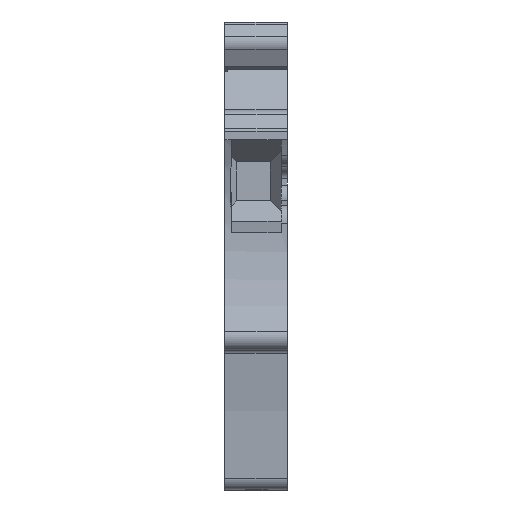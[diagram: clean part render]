
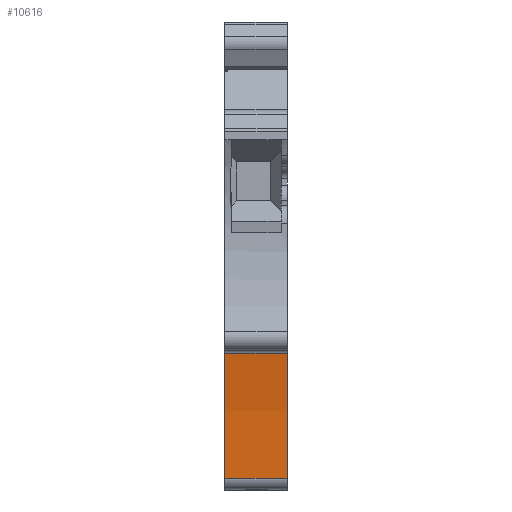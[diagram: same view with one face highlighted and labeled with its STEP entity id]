
A CAD part, left-side view. The second image highlights one B-rep face of the part: STEP entity #10616.
In plain terms, the highlighted free-form (B-spline) face has degree [3, 1] with [7, 2] control points.
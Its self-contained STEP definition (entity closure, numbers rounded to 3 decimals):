
#423=CARTESIAN_POINT('',(-24.129,0.,-5.033));
#424=VERTEX_POINT('',#423);
#432=CARTESIAN_POINT('',(-25.031,0.,5.255));
#433=VERTEX_POINT('',#432);
#434=CARTESIAN_POINT('',(-25.031,0.,5.255));
#435=CARTESIAN_POINT('',(-24.575,0.,2.79));
#436=CARTESIAN_POINT('',(-24.305,0.,0.299));
#437=CARTESIAN_POINT('',(-24.222,0.,-2.206));
#438=CARTESIAN_POINT('',(-24.191,0.,-3.149));
#439=CARTESIAN_POINT('',(-24.16,0.,-4.091));
#440=CARTESIAN_POINT('',(-24.129,0.,-5.033));
#441=(BOUNDED_CURVE()B_SPLINE_CURVE(3,(#434,#435,#436,#437,#438,#439,#440),.UNSPECIFIED.,.F.,.U.)B_SPLINE_CURVE_WITH_KNOTS((4,3,4),(0.,0.726,1.),.UNSPECIFIED.)CURVE()GEOMETRIC_REPRESENTATION_ITEM()RATIONAL_B_SPLINE_CURVE((1.,0.998,0.998,1.,1.,1.,1.))REPRESENTATION_ITEM(''));
#442=EDGE_CURVE('',#433,#424,#441,.T.);
#1852=CARTESIAN_POINT('',(-24.129,5.15,-5.033));
#1853=VERTEX_POINT('',#1852);
#1861=CARTESIAN_POINT('',(-25.031,5.15,5.255));
#1862=VERTEX_POINT('',#1861);
#1863=CARTESIAN_POINT('',(-25.031,5.15,5.255));
#1864=CARTESIAN_POINT('',(-24.575,5.15,2.79));
#1865=CARTESIAN_POINT('',(-24.305,5.15,0.299));
#1866=CARTESIAN_POINT('',(-24.222,5.15,-2.206));
#1867=CARTESIAN_POINT('',(-24.191,5.15,-3.149));
#1868=CARTESIAN_POINT('',(-24.16,5.15,-4.091));
#1869=CARTESIAN_POINT('',(-24.129,5.15,-5.033));
#1870=(BOUNDED_CURVE()B_SPLINE_CURVE(3,(#1863,#1864,#1865,#1866,#1867,#1868,#1869),.UNSPECIFIED.,.F.,.U.)B_SPLINE_CURVE_WITH_KNOTS((4,3,4),(0.,0.726,1.),.UNSPECIFIED.)CURVE()GEOMETRIC_REPRESENTATION_ITEM()RATIONAL_B_SPLINE_CURVE((1.,0.998,0.998,1.,1.,1.,1.))REPRESENTATION_ITEM(''));
#1871=EDGE_CURVE('',#1862,#1853,#1870,.T.);
#10585=CARTESIAN_POINT('',(-25.031,0.,5.255));
#10586=CARTESIAN_POINT('',(-25.031,5.15,5.255));
#10587=CARTESIAN_POINT('',(-24.575,0.,2.79));
#10588=CARTESIAN_POINT('',(-24.575,5.15,2.79));
#10589=CARTESIAN_POINT('',(-24.305,0.,0.299));
#10590=CARTESIAN_POINT('',(-24.305,5.15,0.299));
#10591=CARTESIAN_POINT('',(-24.222,0.,-2.206));
#10592=CARTESIAN_POINT('',(-24.222,5.15,-2.206));
#10593=CARTESIAN_POINT('',(-24.191,0.,-3.149));
#10594=CARTESIAN_POINT('',(-24.191,5.15,-3.149));
#10595=CARTESIAN_POINT('',(-24.16,0.,-4.091));
#10596=CARTESIAN_POINT('',(-24.16,5.15,-4.091));
#10597=CARTESIAN_POINT('',(-24.129,0.,-5.033));
#10598=CARTESIAN_POINT('',(-24.129,5.15,-5.033));
#10599=(BOUNDED_SURFACE()B_SPLINE_SURFACE(3,1,((#10585,#10586),(#10587,#10588),(#10589,#10590),(#10591,#10592),(#10593,#10594),(#10595,#10596),(#10597,#10598)),.UNSPECIFIED.,.F.,.F.,.U.)B_SPLINE_SURFACE_WITH_KNOTS((4,3,4),(2,2),(0.,1.,1.377),(0.,0.837),.UNSPECIFIED.)GEOMETRIC_REPRESENTATION_ITEM()RATIONAL_B_SPLINE_SURFACE(((1.,1.),(0.998,0.998),(0.998,0.998),(1.,1.),(1.,1.),(1.,1.),(1.,1.)))REPRESENTATION_ITEM('')SURFACE());
#10600=CARTESIAN_POINT('',(-25.031,5.15,5.255));
#10601=DIRECTION('',(0.,-1.,0.));
#10602=VECTOR('',#10601,5.15);
#10603=LINE('',#10600,#10602);
#10604=EDGE_CURVE('',#1862,#433,#10603,.T.);
#10605=ORIENTED_EDGE('E643',*,*,#10604,.T.);
#10606=ORIENTED_EDGE('E643',*,*,#442,.T.);
#10607=CARTESIAN_POINT('',(-24.129,0.,-5.033));
#10608=DIRECTION('',(0.,1.,0.));
#10609=VECTOR('',#10608,5.15);
#10610=LINE('',#10607,#10609);
#10611=EDGE_CURVE('',#424,#1853,#10610,.T.);
#10612=ORIENTED_EDGE('E644',*,*,#10611,.T.);
#10613=ORIENTED_EDGE('E644',*,*,#1871,.F.);
#10614=EDGE_LOOP('',(#10605,#10606,#10612,#10613));
#10615=FACE_OUTER_BOUND('',#10614,.F.);
#10616=ADVANCED_FACE('F274',(#10615),#10599,.F.);
